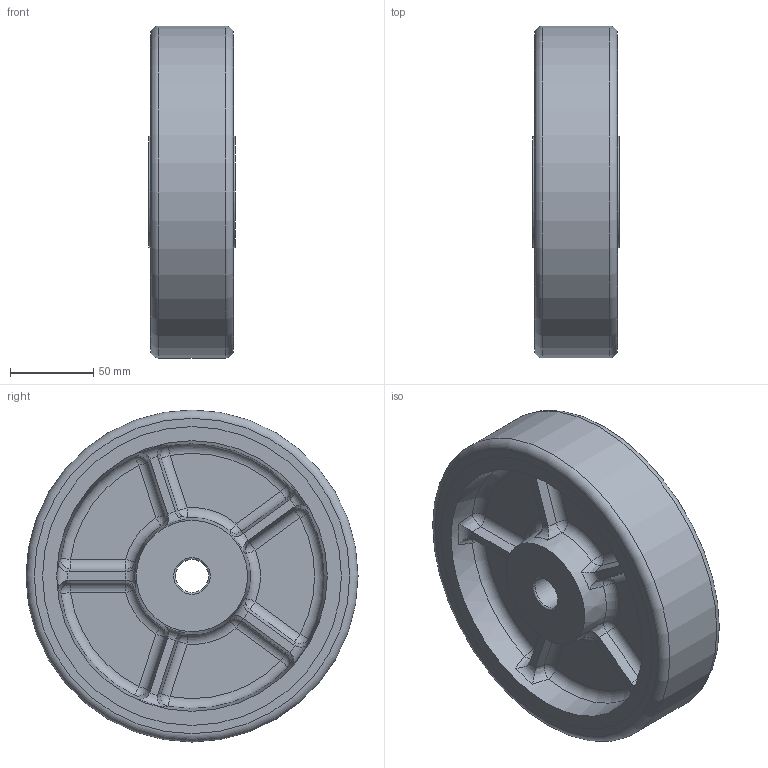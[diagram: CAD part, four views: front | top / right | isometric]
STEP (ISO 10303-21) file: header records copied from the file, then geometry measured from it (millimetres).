
FILE_DESCRIPTION (( 'STEP AP214' ), '1' );
FILE_NAME ('0011993_PUZG-200-50-52-G20.step', '2018-02-07T14:12:30', ( '' ), ( '' ), 'SwSTEP 2.0', 'SolidWorks 2018', '' );
FILE_SCHEMA (( 'AUTOMOTIVE_DESIGN' ));
Length unit declared in the file: millimetre
Products named in the file (1): 0011993_PUZG-200-50-52-G20
Bounding box: 52 x 200 x 200 mm (x, y, z)
Surface area: 178963.1 mm2 (no closed solid volume)
Topology: 0 solids, 2 shells, 198 faces, 454 edges, 262 vertices
Faces by surface type: plane 46, torus 44, bspline 40, sphere 40, cylinder 24, cone 4
Full cylindrical faces by diameter (mm): 20 x1, 180 x2, 200 x1
Entity records: 8656 total; most frequent: CARTESIAN_POINT 2457, ORIENTED_EDGE 872, DIRECTION 810, EDGE_CURVE 436, AXIS2_PLACEMENT_3D 375, VERTEX_POINT 256, CIRCLE 216, EDGE_LOOP 216
